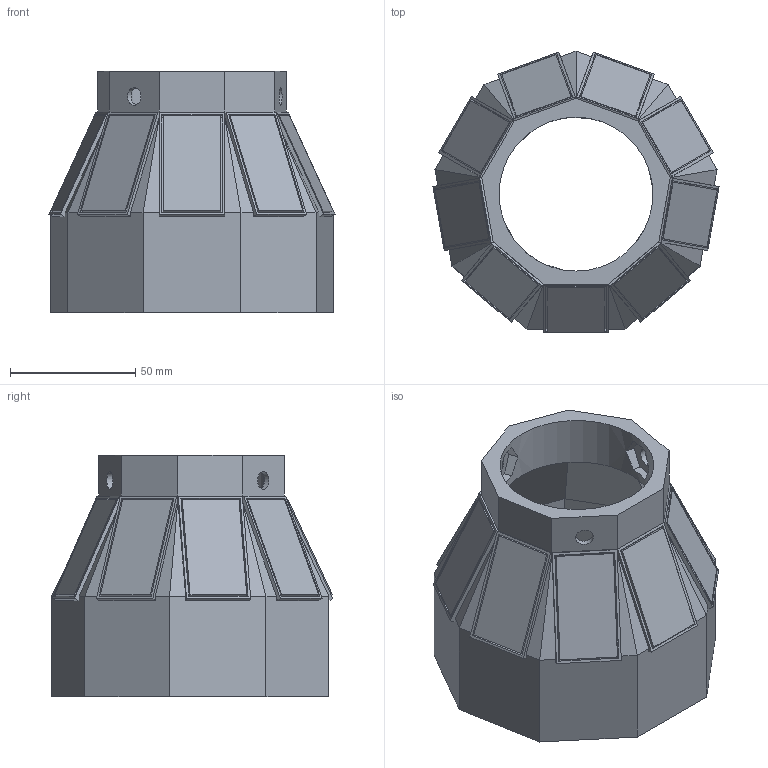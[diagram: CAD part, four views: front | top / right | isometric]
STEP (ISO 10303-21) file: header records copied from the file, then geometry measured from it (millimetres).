
FILE_DESCRIPTION(/* description */ (''),/* implementation_level */ '2;1');
FILE_NAME(/* name */ 'Buoy v3 (Smaller diameter).step',/* time_stamp */ '2024-10-04T20:14:03+06:00',/* author */ (''),/* organization */ (''),/* preprocessor_version */ 'ST-DEVELOPER v20',/* originating_system */ 'Autodesk Translation Framework v13.20.0.188',/* authorisation */ '');
FILE_SCHEMA (('AUTOMOTIVE_DESIGN { 1 0 10303 214 3 1 1 }'));
Length unit declared in the file: millimetre
Products named in the file (3): Buoy v3; accessories; Solar panel
Assembly tree (10 placements, depth 3):
  Buoy v3
    accessories
      Solar panel  x9
Bounding box: 114.3 x 112.48 x 96.4 mm (x, y, z)
Volume: 106479.8 mm3; surface area: 94021.7 mm2
Topology: 10 solids, 10 shells, 291 faces, 720 edges, 471 vertices
Faces by surface type: plane 250, bspline 36, cylinder 5
Full cylindrical faces by diameter (mm): 7 x3, 61.458 x1, 78.102 x1
Entity records: 8073 total; most frequent: CARTESIAN_POINT 2286, ORIENTED_EDGE 1248, DIRECTION 995, EDGE_CURVE 624, LINE 495, VECTOR 495, VERTEX_POINT 407, EDGE_LOOP 273
